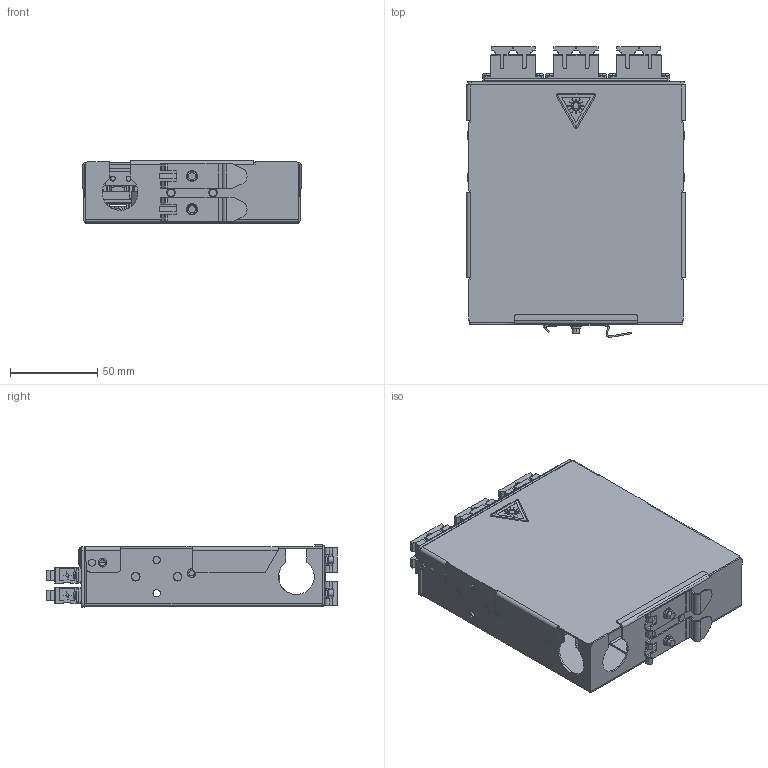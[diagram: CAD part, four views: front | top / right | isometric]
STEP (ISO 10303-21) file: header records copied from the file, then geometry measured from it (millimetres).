
FILE_DESCRIPTION (( 'STEP AP214' ), '1' );
FILE_NAME ('H82050E0002.STEP', '2018-09-18T06:19:02', ( '' ), ( '' ), 'SwSTEP 2.0', 'SolidWorks 2018', '' );
FILE_SCHEMA (( 'AUTOMOTIVE_DESIGN' ));
Length unit declared in the file: millimetre
Products named in the file (1): H82050E0002
Bounding box: 125.25 x 166.48 x 35.75 mm (x, y, z)
Surface area: 147501 mm2 (no closed solid volume)
Topology: 0 solids, 86 shells, 1132 faces, 5203 edges, 4036 vertices
Faces by surface type: plane 820, cylinder 187, sphere 49, torus 48, cone 24, bspline 4
Entity records: 65217 total; most frequent: CARTESIAN_POINT 11386, DIRECTION 8346, ORIENTED_EDGE 7397, EDGE_CURVE 5203, VERTEX_POINT 4036, LINE 3934, VECTOR 3934, AXIS2_PLACEMENT_3D 2206
